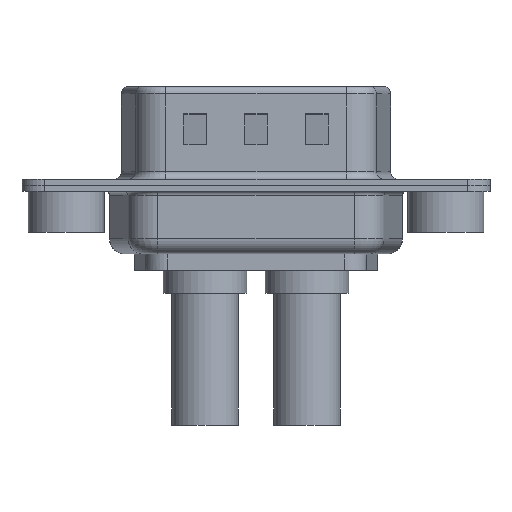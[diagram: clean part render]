
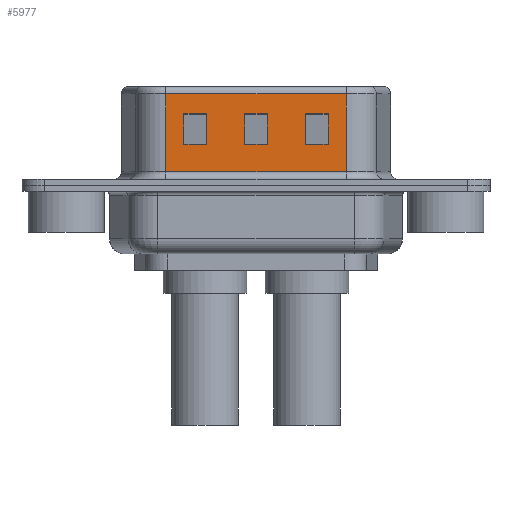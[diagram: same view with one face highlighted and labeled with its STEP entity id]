
A CAD part, front view. The second image highlights one B-rep face of the part: STEP entity #5977.
In plain terms, the highlighted planar face has unit normal (0, -1, 0).
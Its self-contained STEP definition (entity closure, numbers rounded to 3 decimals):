
#9 = ORIENTED_EDGE ( 'NONE', *, *, #8644, .T. ) ;
#304 = LINE ( 'NONE', #7442, #3616 ) ;
#638 = ORIENTED_EDGE ( 'NONE', *, *, #9832, .T. ) ;
#776 = DIRECTION ( 'NONE',  ( 1., 0., 0. ) ) ;
#868 = ORIENTED_EDGE ( 'NONE', *, *, #980, .T. ) ;
#878 = VERTEX_POINT ( 'NONE', #13368 ) ;
#980 = EDGE_CURVE ( 'NONE', #11207, #1411, #2123, .T. ) ;
#1122 = VERTEX_POINT ( 'NONE', #10155 ) ;
#1176 = DIRECTION ( 'NONE',  ( 0., 0., -1. ) ) ;
#1411 = VERTEX_POINT ( 'NONE', #14518 ) ;
#1604 = CARTESIAN_POINT ( 'NONE',  ( 18.45, -4.58, 6.02 ) ) ;
#1762 = EDGE_LOOP ( 'NONE', ( #9, #5007, #4787, #10615 ) ) ;
#1815 = DIRECTION ( 'NONE',  ( 0., 1., 0. ) ) ;
#1857 = VECTOR ( 'NONE', #776, 1000. ) ;
#1985 = EDGE_CURVE ( 'NONE', #8370, #878, #13045, .T. ) ;
#1992 = LINE ( 'NONE', #17130, #15328 ) ;
#2018 = ORIENTED_EDGE ( 'NONE', *, *, #13132, .T. ) ;
#2123 = LINE ( 'NONE', #5389, #6696 ) ;
#2130 = ORIENTED_EDGE ( 'NONE', *, *, #2363, .T. ) ;
#2184 = ORIENTED_EDGE ( 'NONE', *, *, #3867, .T. ) ;
#2279 = ORIENTED_EDGE ( 'NONE', *, *, #1985, .T. ) ;
#2289 = LINE ( 'NONE', #16832, #1857 ) ;
#2363 = EDGE_CURVE ( 'NONE', #12317, #1122, #11995, .T. ) ;
#2459 = DIRECTION ( 'NONE',  ( 0., 0., -1. ) ) ;
#2637 = ORIENTED_EDGE ( 'NONE', *, *, #13258, .T. ) ;
#2640 = VERTEX_POINT ( 'NONE', #7094 ) ;
#2762 = VECTOR ( 'NONE', #1176, 1000. ) ;
#2858 = FACE_BOUND ( 'NONE', #1762, .T. ) ;
#2970 = CARTESIAN_POINT ( 'NONE',  ( 22.45, -4.58, 4.705 ) ) ;
#3013 = VERTEX_POINT ( 'NONE', #11535 ) ;
#3463 = VERTEX_POINT ( 'NONE', #12166 ) ;
#3510 = VERTEX_POINT ( 'NONE', #7572 ) ;
#3616 = VECTOR ( 'NONE', #6062, 1000. ) ;
#3867 = EDGE_CURVE ( 'NONE', #1411, #8370, #10726, .T. ) ;
#3964 = CARTESIAN_POINT ( 'NONE',  ( 7.75, -4.58, 6.52 ) ) ;
#4028 = EDGE_LOOP ( 'NONE', ( #16534, #15810, #14367, #638 ) ) ;
#4043 = DIRECTION ( 'NONE',  ( -1., 0., 0. ) ) ;
#4406 = DIRECTION ( 'NONE',  ( 1., 0., 0. ) ) ;
#4439 = CARTESIAN_POINT ( 'NONE',  ( 22.45, -4.58, 2.705 ) ) ;
#4522 = PLANE ( 'NONE',  #13208 ) ;
#4787 = ORIENTED_EDGE ( 'NONE', *, *, #7978, .T. ) ;
#4836 = CARTESIAN_POINT ( 'NONE',  ( 11.75, -4.58, 2.705 ) ) ;
#5007 = ORIENTED_EDGE ( 'NONE', *, *, #11483, .T. ) ;
#5067 = DIRECTION ( 'NONE',  ( -1., 0., 0. ) ) ;
#5222 = DIRECTION ( 'NONE',  ( 0., 0., -1. ) ) ;
#5246 = EDGE_CURVE ( 'NONE', #12317, #7575, #9681, .T. ) ;
#5389 = CARTESIAN_POINT ( 'NONE',  ( 9.25, -4.58, 6.52 ) ) ;
#5977 = ADVANCED_FACE ( 'NONE', ( #7412, #6582, #2858, #16607 ), #4522, .F. ) ;
#6062 = DIRECTION ( 'NONE',  ( 1., 0., 0. ) ) ;
#6305 = DIRECTION ( 'NONE',  ( 1., 0., 0. ) ) ;
#6428 = VECTOR ( 'NONE', #7674, 1000. ) ;
#6479 = LINE ( 'NONE', #13254, #2762 ) ;
#6582 = FACE_BOUND ( 'NONE', #4028, .T. ) ;
#6696 = VECTOR ( 'NONE', #5222, 1000. ) ;
#6722 = VERTEX_POINT ( 'NONE', #8330 ) ;
#6854 = VERTEX_POINT ( 'NONE', #4836 ) ;
#6970 = VECTOR ( 'NONE', #6305, 1000. ) ;
#6976 = EDGE_CURVE ( 'NONE', #3510, #3013, #1992, .T. ) ;
#7094 = CARTESIAN_POINT ( 'NONE',  ( 17.25, -4.58, 2.705 ) ) ;
#7100 = EDGE_CURVE ( 'NONE', #6854, #7389, #8239, .T. ) ;
#7244 = VECTOR ( 'NONE', #9093, 1000. ) ;
#7389 = VERTEX_POINT ( 'NONE', #15249 ) ;
#7412 = FACE_BOUND ( 'NONE', #11127, .T. ) ;
#7442 = CARTESIAN_POINT ( 'NONE',  ( 14.45, -4.58, 4.705 ) ) ;
#7572 = CARTESIAN_POINT ( 'NONE',  ( 15.75, -4.58, 2.705 ) ) ;
#7575 = VERTEX_POINT ( 'NONE', #12608 ) ;
#7674 = DIRECTION ( 'NONE',  ( 0., 0., -1. ) ) ;
#7794 = CARTESIAN_POINT ( 'NONE',  ( 18.45, -4.58, 6.02 ) ) ;
#7852 = EDGE_CURVE ( 'NONE', #2640, #3510, #14740, .T. ) ;
#7937 = CARTESIAN_POINT ( 'NONE',  ( 6.55, -4.58, 0.9 ) ) ;
#7978 = EDGE_CURVE ( 'NONE', #6722, #6854, #13530, .T. ) ;
#8239 = LINE ( 'NONE', #11738, #10880 ) ;
#8261 = DIRECTION ( 'NONE',  ( 0., 0., 1. ) ) ;
#8330 = CARTESIAN_POINT ( 'NONE',  ( 13.25, -4.58, 2.705 ) ) ;
#8370 = VERTEX_POINT ( 'NONE', #9709 ) ;
#8644 = EDGE_CURVE ( 'NONE', #7389, #3463, #10465, .T. ) ;
#8835 = VERTEX_POINT ( 'NONE', #7937 ) ;
#9093 = DIRECTION ( 'NONE',  ( -1., 0., 0. ) ) ;
#9434 = EDGE_LOOP ( 'NONE', ( #10059, #2130, #11257, #2637 ) ) ;
#9623 = CARTESIAN_POINT ( 'NONE',  ( 17.25, -4.58, 4.705 ) ) ;
#9681 = LINE ( 'NONE', #15964, #15791 ) ;
#9709 = CARTESIAN_POINT ( 'NONE',  ( 7.75, -4.58, 2.705 ) ) ;
#9832 = EDGE_CURVE ( 'NONE', #3013, #12911, #13300, .T. ) ;
#10059 = ORIENTED_EDGE ( 'NONE', *, *, #5246, .F. ) ;
#10155 = CARTESIAN_POINT ( 'NONE',  ( 6.55, -4.58, 6.02 ) ) ;
#10219 = LINE ( 'NONE', #13200, #16333 ) ;
#10465 = LINE ( 'NONE', #14151, #6970 ) ;
#10503 = EDGE_CURVE ( 'NONE', #12911, #2640, #10219, .T. ) ;
#10615 = ORIENTED_EDGE ( 'NONE', *, *, #7100, .T. ) ;
#10726 = LINE ( 'NONE', #14525, #7244 ) ;
#10880 = VECTOR ( 'NONE', #14695, 1000. ) ;
#11042 = DIRECTION ( 'NONE',  ( 0., 0., 1. ) ) ;
#11127 = EDGE_LOOP ( 'NONE', ( #868, #2184, #2279, #2018 ) ) ;
#11207 = VERTEX_POINT ( 'NONE', #13902 ) ;
#11257 = ORIENTED_EDGE ( 'NONE', *, *, #13231, .T. ) ;
#11483 = EDGE_CURVE ( 'NONE', #3463, #6722, #6479, .T. ) ;
#11535 = CARTESIAN_POINT ( 'NONE',  ( 15.75, -4.58, 4.705 ) ) ;
#11738 = CARTESIAN_POINT ( 'NONE',  ( 11.75, -4.58, 6.52 ) ) ;
#11995 = LINE ( 'NONE', #7794, #15025 ) ;
#12166 = CARTESIAN_POINT ( 'NONE',  ( 13.25, -4.58, 4.705 ) ) ;
#12180 = DIRECTION ( 'NONE',  ( 0., 0., -1. ) ) ;
#12317 = VERTEX_POINT ( 'NONE', #1604 ) ;
#12604 = LINE ( 'NONE', #15473, #6428 ) ;
#12608 = CARTESIAN_POINT ( 'NONE',  ( 18.45, -4.58, 0.9 ) ) ;
#12625 = VECTOR ( 'NONE', #8261, 1000. ) ;
#12900 = VECTOR ( 'NONE', #4406, 1000. ) ;
#12911 = VERTEX_POINT ( 'NONE', #9623 ) ;
#13045 = LINE ( 'NONE', #3964, #12625 ) ;
#13132 = EDGE_CURVE ( 'NONE', #878, #11207, #304, .T. ) ;
#13200 = CARTESIAN_POINT ( 'NONE',  ( 17.25, -4.58, 6.52 ) ) ;
#13208 = AXIS2_PLACEMENT_3D ( 'NONE', #14679, #1815, #14532 ) ;
#13231 = EDGE_CURVE ( 'NONE', #1122, #8835, #12604, .T. ) ;
#13254 = CARTESIAN_POINT ( 'NONE',  ( 13.25, -4.58, 6.52 ) ) ;
#13258 = EDGE_CURVE ( 'NONE', #8835, #7575, #2289, .T. ) ;
#13300 = LINE ( 'NONE', #2970, #12900 ) ;
#13368 = CARTESIAN_POINT ( 'NONE',  ( 7.75, -4.58, 4.705 ) ) ;
#13530 = LINE ( 'NONE', #15346, #17045 ) ;
#13902 = CARTESIAN_POINT ( 'NONE',  ( 9.25, -4.58, 4.705 ) ) ;
#14151 = CARTESIAN_POINT ( 'NONE',  ( 18.45, -4.58, 4.705 ) ) ;
#14342 = VECTOR ( 'NONE', #4043, 1000. ) ;
#14367 = ORIENTED_EDGE ( 'NONE', *, *, #6976, .T. ) ;
#14518 = CARTESIAN_POINT ( 'NONE',  ( 9.25, -4.58, 2.705 ) ) ;
#14525 = CARTESIAN_POINT ( 'NONE',  ( 14.45, -4.58, 2.705 ) ) ;
#14532 = DIRECTION ( 'NONE',  ( 0., 0., 1. ) ) ;
#14679 = CARTESIAN_POINT ( 'NONE',  ( 18.45, -4.58, 6.52 ) ) ;
#14695 = DIRECTION ( 'NONE',  ( 0., 0., 1. ) ) ;
#14740 = LINE ( 'NONE', #4439, #14342 ) ;
#15025 = VECTOR ( 'NONE', #5067, 1000. ) ;
#15249 = CARTESIAN_POINT ( 'NONE',  ( 11.75, -4.58, 4.705 ) ) ;
#15328 = VECTOR ( 'NONE', #11042, 1000. ) ;
#15346 = CARTESIAN_POINT ( 'NONE',  ( 18.45, -4.58, 2.705 ) ) ;
#15427 = DIRECTION ( 'NONE',  ( -1., 0., 0. ) ) ;
#15473 = CARTESIAN_POINT ( 'NONE',  ( 6.55, -4.58, 6.52 ) ) ;
#15791 = VECTOR ( 'NONE', #12180, 1000. ) ;
#15810 = ORIENTED_EDGE ( 'NONE', *, *, #7852, .T. ) ;
#15964 = CARTESIAN_POINT ( 'NONE',  ( 18.45, -4.58, 6.52 ) ) ;
#16333 = VECTOR ( 'NONE', #2459, 1000. ) ;
#16534 = ORIENTED_EDGE ( 'NONE', *, *, #10503, .T. ) ;
#16607 = FACE_OUTER_BOUND ( 'NONE', #9434, .T. ) ;
#16832 = CARTESIAN_POINT ( 'NONE',  ( 18.45, -4.58, 0.9 ) ) ;
#17045 = VECTOR ( 'NONE', #15427, 1000. ) ;
#17130 = CARTESIAN_POINT ( 'NONE',  ( 15.75, -4.58, 6.52 ) ) ;
